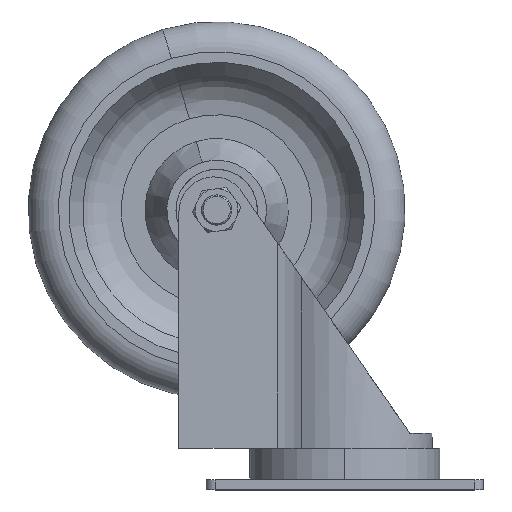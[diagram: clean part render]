
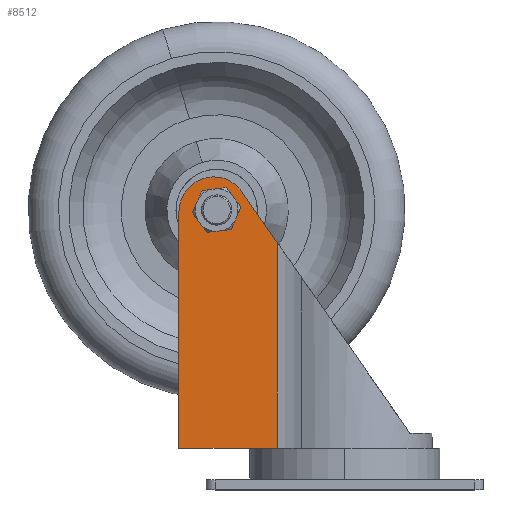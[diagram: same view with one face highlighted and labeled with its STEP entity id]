
A CAD part, top view. The second image highlights one B-rep face of the part: STEP entity #8512.
In plain terms, the highlighted face is planar.
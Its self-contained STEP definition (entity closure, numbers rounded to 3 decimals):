
#14 = CARTESIAN_POINT ( 'NONE',  ( -23., 0., -54.993 ) ) ;
#214 = CARTESIAN_POINT ( 'NONE',  ( -23., 0., -22.45 ) ) ;
#702 = AXIS2_PLACEMENT_3D ( 'NONE', #6792, #4560, #6180 ) ;
#970 = DIRECTION ( 'NONE',  ( 0., -1., 0. ) ) ;
#1005 = ORIENTED_EDGE ( 'NONE', *, *, #2584, .F. ) ;
#1412 = ORIENTED_EDGE ( 'NONE', *, *, #9383, .T. ) ;
#1638 = CARTESIAN_POINT ( 'NONE',  ( -23., 80.678, -31.068 ) ) ;
#1684 = EDGE_CURVE ( 'NONE', #3865, #5376, #2008, .T. ) ;
#1941 = CARTESIAN_POINT ( 'NONE',  ( -23., 68.286, -22.45 ) ) ;
#2008 = CIRCLE ( 'NONE', #3960, 5. ) ;
#2206 = DIRECTION ( 'NONE',  ( 1., 0., 0. ) ) ;
#2466 = CARTESIAN_POINT ( 'NONE',  ( -23., 85.965, -34.745 ) ) ;
#2537 = VERTEX_POINT ( 'NONE', #214 ) ;
#2561 = EDGE_CURVE ( 'NONE', #3279, #2537, #9601, .T. ) ;
#2584 = EDGE_CURVE ( 'NONE', #8847, #3785, #6930, .T. ) ;
#2649 = CARTESIAN_POINT ( 'NONE',  ( -23., 79., -37.493 ) ) ;
#2693 = CARTESIAN_POINT ( 'NONE',  ( -23., 78.5, -54.993 ) ) ;
#2728 = CARTESIAN_POINT ( 'NONE',  ( -23., 0., -17.664 ) ) ;
#3072 = LINE ( 'NONE', #1638, #9706 ) ;
#3258 = EDGE_CURVE ( 'NONE', #9042, #3785, #3072, .T. ) ;
#3279 = VERTEX_POINT ( 'NONE', #14 ) ;
#3595 = CARTESIAN_POINT ( 'NONE',  ( -23., 79., -42.493 ) ) ;
#3785 = VERTEX_POINT ( 'NONE', #2466 ) ;
#3853 = FACE_OUTER_BOUND ( 'NONE', #8542, .T. ) ;
#3865 = VERTEX_POINT ( 'NONE', #9117 ) ;
#3931 = ORIENTED_EDGE ( 'NONE', *, *, #2561, .T. ) ;
#3960 = AXIS2_PLACEMENT_3D ( 'NONE', #8087, #8728, #8180 ) ;
#4092 = ORIENTED_EDGE ( 'NONE', *, *, #3258, .T. ) ;
#4217 = ORIENTED_EDGE ( 'NONE', *, *, #1684, .T. ) ;
#4250 = DIRECTION ( 'NONE',  ( 0., 0., -1. ) ) ;
#4560 = DIRECTION ( 'NONE',  ( 1., 0., 0. ) ) ;
#4614 = AXIS2_PLACEMENT_3D ( 'NONE', #3595, #2206, #7642 ) ;
#4642 = DIRECTION ( 'NONE',  ( 0., 0.821, -0.571 ) ) ;
#4958 = DIRECTION ( 'NONE',  ( 1., 0., 0. ) ) ;
#5020 = DIRECTION ( 'NONE',  ( 0., 1., 0. ) ) ;
#5376 = VERTEX_POINT ( 'NONE', #2649 ) ;
#5474 = VECTOR ( 'NONE', #5020, 1000. ) ;
#5631 = LINE ( 'NONE', #5777, #8989 ) ;
#5651 = DIRECTION ( 'NONE',  ( 0., 0., 1. ) ) ;
#5755 = CARTESIAN_POINT ( 'NONE',  ( -23., 78.5, -43.493 ) ) ;
#5777 = CARTESIAN_POINT ( 'NONE',  ( -23., 90., -54.993 ) ) ;
#6073 = FACE_BOUND ( 'NONE', #7735, .T. ) ;
#6180 = DIRECTION ( 'NONE',  ( 0., 0., -1. ) ) ;
#6722 = CIRCLE ( 'NONE', #4614, 5. ) ;
#6792 = CARTESIAN_POINT ( 'NONE',  ( -23., 90., -17.664 ) ) ;
#6930 = CIRCLE ( 'NONE', #8392, 11.5 ) ;
#7166 = CARTESIAN_POINT ( 'NONE',  ( -23., 61.403, -22.45 ) ) ;
#7544 = EDGE_CURVE ( 'NONE', #2537, #9042, #9485, .T. ) ;
#7642 = DIRECTION ( 'NONE',  ( 0., 0., -1. ) ) ;
#7735 = EDGE_LOOP ( 'NONE', ( #4217, #9959 ) ) ;
#8051 = ORIENTED_EDGE ( 'NONE', *, *, #7544, .T. ) ;
#8087 = CARTESIAN_POINT ( 'NONE',  ( -23., 79., -42.493 ) ) ;
#8180 = DIRECTION ( 'NONE',  ( 0., 0., -1. ) ) ;
#8392 = AXIS2_PLACEMENT_3D ( 'NONE', #5755, #4958, #4250 ) ;
#8512 = ADVANCED_FACE ( 'NONE', ( #6073, #3853 ), #9323, .F. ) ;
#8542 = EDGE_LOOP ( 'NONE', ( #3931, #8051, #4092, #1005, #1412 ) ) ;
#8728 = DIRECTION ( 'NONE',  ( 1., 0., 0. ) ) ;
#8829 = EDGE_CURVE ( 'NONE', #5376, #3865, #6722, .T. ) ;
#8847 = VERTEX_POINT ( 'NONE', #2693 ) ;
#8989 = VECTOR ( 'NONE', #970, 1000. ) ;
#9042 = VERTEX_POINT ( 'NONE', #1941 ) ;
#9117 = CARTESIAN_POINT ( 'NONE',  ( -23., 79., -47.493 ) ) ;
#9323 = PLANE ( 'NONE',  #702 ) ;
#9383 = EDGE_CURVE ( 'NONE', #8847, #3279, #5631, .T. ) ;
#9485 = LINE ( 'NONE', #7166, #5474 ) ;
#9601 = LINE ( 'NONE', #2728, #9839 ) ;
#9706 = VECTOR ( 'NONE', #4642, 1000. ) ;
#9839 = VECTOR ( 'NONE', #5651, 1000. ) ;
#9959 = ORIENTED_EDGE ( 'NONE', *, *, #8829, .T. ) ;
